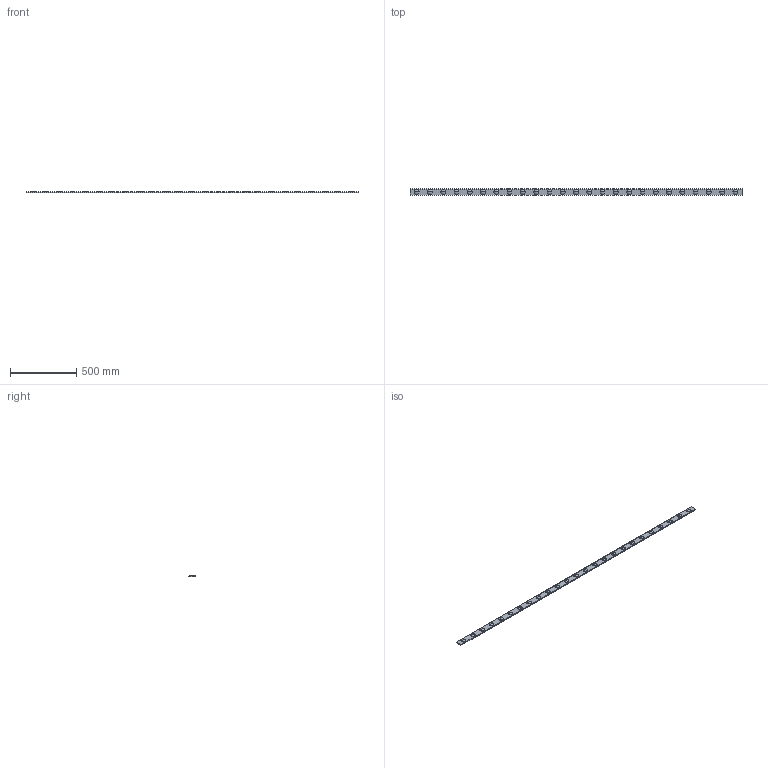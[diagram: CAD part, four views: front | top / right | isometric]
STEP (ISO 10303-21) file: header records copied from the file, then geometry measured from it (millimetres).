
FILE_DESCRIPTION(('CATIA V5 STEP Exchange'),'2;1');
FILE_NAME('Motif Demi.stp','2020-03-17T10:03:14+00:00',('none'),('none'),'CATIA Version 5 Release 19 SP 7 (IN-10)','CATIA V5 STEP AP203','none');
FILE_SCHEMA(('CONFIG_CONTROL_DESIGN'));
Length unit declared in the file: millimetre
Products named in the file (1): Part2
Bounding box: 2500 x 50 x 15 mm (x, y, z)
Volume: 1076675 mm3; surface area: 288364.7 mm2
Topology: 1 solids, 1 shells, 158 faces, 368 edges, 187 vertices
Faces by surface type: torus 100, sphere 50, plane 6, cylinder 2
Entity records: 3839 total; most frequent: CARTESIAN_POINT 639, ORIENTED_EDGE 636, DIRECTION 584, AXIS2_PLACEMENT_3D 438, EDGE_CURVE 318, CIRCLE 304, VERTEX_POINT 187, EDGE_LOOP 183
